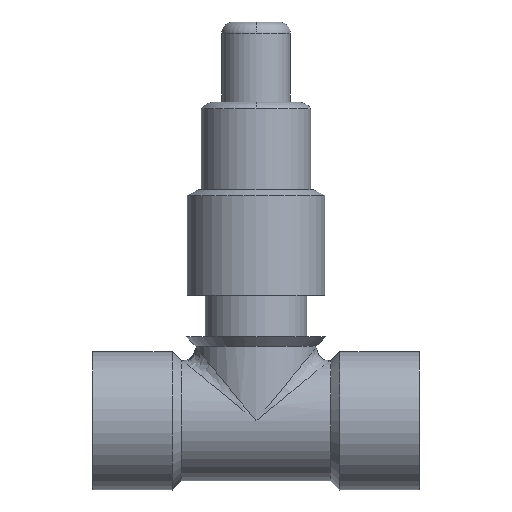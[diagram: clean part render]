
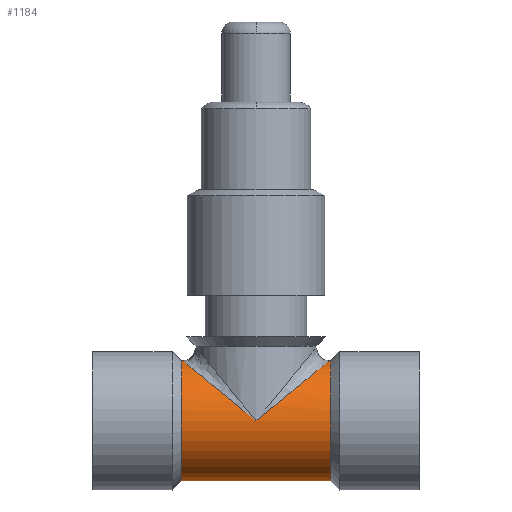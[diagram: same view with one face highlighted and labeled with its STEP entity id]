
A CAD part, front view. The second image highlights one B-rep face of the part: STEP entity #1184.
In plain terms, the highlighted cylindrical face has radius 10.351 mm (diameter 20.701 mm), a partial arc.
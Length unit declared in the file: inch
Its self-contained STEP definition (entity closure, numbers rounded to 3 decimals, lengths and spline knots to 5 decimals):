
#65=ELLIPSE($,#1425,0.64309,0.4075);
#66=ELLIPSE($,#1426,0.64309,0.4075);
#80=CYLINDRICAL_SURFACE($,#1423,0.4075);
#172=FACE_OUTER_BOUND($,#224,.T.);
#224=EDGE_LOOP($,(#1090,#1091,#1092,#1093,#1094,#1095,#1096));
#331=CIRCLE($,#1424,0.4075);
#332=CIRCLE($,#1427,0.4075);
#415=LINE($,#2714,#490);
#416=LINE($,#2718,#491);
#417=LINE($,#2724,#492);
#490=VECTOR($,#1786,1.015);
#491=VECTOR($,#1789,0.01);
#492=VECTOR($,#1794,0.01);
#670=VERTEX_POINT($,#2712);
#671=VERTEX_POINT($,#2713);
#672=VERTEX_POINT($,#2715);
#673=VERTEX_POINT($,#2717);
#674=VERTEX_POINT($,#2719);
#675=VERTEX_POINT($,#2721);
#676=VERTEX_POINT($,#2723);
#880=EDGE_CURVE($,#670,#671,#415,.T.);
#881=EDGE_CURVE($,#671,#672,#331,.T.);
#882=EDGE_CURVE($,#673,#672,#416,.T.);
#883=EDGE_CURVE($,#674,#673,#65,.T.);
#884=EDGE_CURVE($,#675,#674,#66,.T.);
#885=EDGE_CURVE($,#676,#675,#417,.T.);
#886=EDGE_CURVE($,#670,#676,#332,.T.);
#1090=ORIENTED_EDGE($,*,*,#880,.T.);
#1091=ORIENTED_EDGE($,*,*,#881,.T.);
#1092=ORIENTED_EDGE($,*,*,#882,.F.);
#1093=ORIENTED_EDGE($,*,*,#883,.F.);
#1094=ORIENTED_EDGE($,*,*,#884,.F.);
#1095=ORIENTED_EDGE($,*,*,#885,.F.);
#1096=ORIENTED_EDGE($,*,*,#886,.F.);
#1184=ADVANCED_FACE($,(#172),#80,.T.);
#1423=AXIS2_PLACEMENT_3D($,#2711,#1784,#1785);
#1424=AXIS2_PLACEMENT_3D($,#2716,#1787,#1788);
#1425=AXIS2_PLACEMENT_3D($,#2720,#1790,#1791);
#1426=AXIS2_PLACEMENT_3D($,#2722,#1792,#1793);
#1427=AXIS2_PLACEMENT_3D($,#2725,#1795,#1796);
#1784=DIRECTION('center_axis',(-1.,0.,0.));
#1785=DIRECTION('ref_axis',(0.,0.,
-1.));
#1786=DIRECTION($,(1.,0.,0.));
#1787=DIRECTION('center_axis',(-1.,0.,0.));
#1788=DIRECTION('ref_axis',(0.,0.,
-1.));
#1789=DIRECTION($,(1.,0.,0.));
#1790=DIRECTION('center_axis',(-0.634,0.,0.774));
#1791=DIRECTION('ref_axis',(0.774,0.,0.634));
#1792=DIRECTION('center_axis',(0.634,0.,0.774));
#1793=DIRECTION('ref_axis',(-0.774,0.,0.634));
#1794=DIRECTION($,(1.,0.,0.));
#1795=DIRECTION('center_axis',(-1.,0.,0.));
#1796=DIRECTION('ref_axis',(0.,0.,
-1.));
#2711=CARTESIAN_POINT('Origin',(1.66825,0.,0.));
#2712=CARTESIAN_POINT('',(0.6025,0.,-0.4075));
#2713=CARTESIAN_POINT('',(1.6175,0.,-0.4075));
#2714=CARTESIAN_POINT($,(0.6025,0.,-0.4075));
#2715=CARTESIAN_POINT('',(1.6175,0.,0.4075));
#2716=CARTESIAN_POINT('Origin',(1.6175,0.,0.));
#2717=CARTESIAN_POINT('',(1.6075,0.,0.4075));
#2718=CARTESIAN_POINT($,(1.6075,0.,0.4075));
#2719=CARTESIAN_POINT('',(1.11,-0.4075,0.));
#2720=CARTESIAN_POINT('Origin',(1.11,0.,0.));
#2721=CARTESIAN_POINT('',(0.6125,0.,0.4075));
#2722=CARTESIAN_POINT('Origin',(1.11,0.,0.));
#2723=CARTESIAN_POINT('',(0.6025,0.,0.4075));
#2724=CARTESIAN_POINT($,(0.6025,0.,0.4075));
#2725=CARTESIAN_POINT('Origin',(0.6025,0.,0.));
